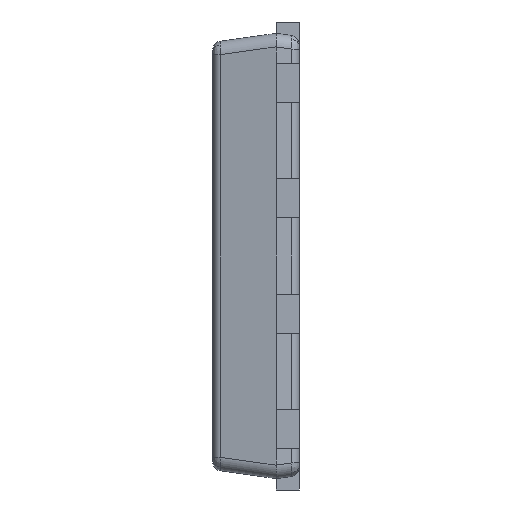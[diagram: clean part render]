
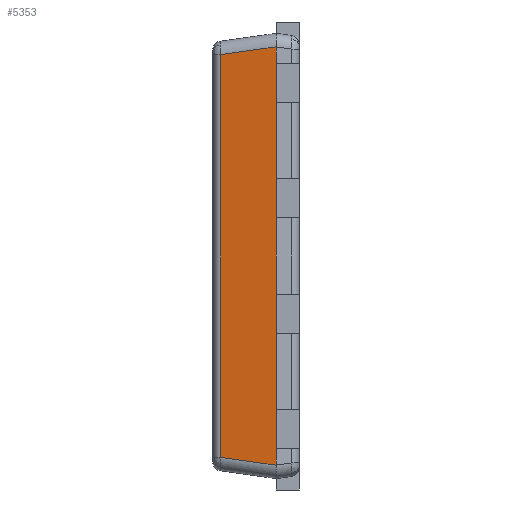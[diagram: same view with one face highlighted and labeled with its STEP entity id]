
A CAD part, left-side view. The second image highlights one B-rep face of the part: STEP entity #5353.
In plain terms, the highlighted planar face has unit normal (-0.99, 0.139, 0).
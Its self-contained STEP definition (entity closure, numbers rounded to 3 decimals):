
#8 = CARTESIAN_POINT ( 'NONE',  ( -2.225, 0., -0.42 ) ) ;
#94 = VECTOR ( 'NONE', #2165, 1000. ) ;
#180 = LINE ( 'NONE', #3577, #2353 ) ;
#236 = DIRECTION ( 'NONE',  ( 0., 0., -1. ) ) ;
#252 = VECTOR ( 'NONE', #1231, 1000. ) ;
#317 = CARTESIAN_POINT ( 'NONE',  ( -2.139, 0.61, -2.352 ) ) ;
#329 = DIRECTION ( 'NONE',  ( 0., 0., 1. ) ) ;
#499 = VECTOR ( 'NONE', #5131, 1000. ) ;
#520 = VERTEX_POINT ( 'NONE', #2752 ) ;
#541 = VECTOR ( 'NONE', #4754, 1000. ) ;
#550 = VECTOR ( 'NONE', #329, 1000. ) ;
#569 = CARTESIAN_POINT ( 'NONE',  ( -2.225, 0., 2.12 ) ) ;
#610 = LINE ( 'NONE', #2074, #2778 ) ;
#699 = EDGE_CURVE ( 'NONE', #2707, #3249, #3895, .T. ) ;
#1088 = VECTOR ( 'NONE', #236, 1000. ) ;
#1134 = DIRECTION ( 'NONE',  ( 0., 0., -1. ) ) ;
#1137 = EDGE_CURVE ( 'NONE', #4507, #2044, #1372, .T. ) ;
#1231 = DIRECTION ( 'NONE',  ( 0., 0., 1. ) ) ;
#1285 = ORIENTED_EDGE ( 'NONE', *, *, #699, .T. ) ;
#1336 = EDGE_CURVE ( 'NONE', #4744, #2365, #2543, .T. ) ;
#1372 = LINE ( 'NONE', #317, #94 ) ;
#1376 = CARTESIAN_POINT ( 'NONE',  ( -2.225, 0., -2.45 ) ) ;
#1384 = EDGE_CURVE ( 'NONE', #2314, #5099, #180, .T. ) ;
#1573 = CARTESIAN_POINT ( 'NONE',  ( -2.139, 0.61, 2.216 ) ) ;
#1580 = ORIENTED_EDGE ( 'NONE', *, *, #4224, .F. ) ;
#1714 = LINE ( 'NONE', #2824, #1088 ) ;
#1771 = CARTESIAN_POINT ( 'NONE',  ( -2.225, 0., 0.42 ) ) ;
#1791 = AXIS2_PLACEMENT_3D ( 'NONE', #5068, #2455, #5502 ) ;
#1916 = LINE ( 'NONE', #3358, #4098 ) ;
#1934 = ORIENTED_EDGE ( 'NONE', *, *, #2410, .T. ) ;
#1974 = VERTEX_POINT ( 'NONE', #2491 ) ;
#2028 = CARTESIAN_POINT ( 'NONE',  ( -2.225, 0., 0.85 ) ) ;
#2039 = DIRECTION ( 'NONE',  ( 0., 0., 1. ) ) ;
#2044 = VERTEX_POINT ( 'NONE', #4552 ) ;
#2074 = CARTESIAN_POINT ( 'NONE',  ( -2.228, -0.02, -2.304 ) ) ;
#2156 = ORIENTED_EDGE ( 'NONE', *, *, #3646, .T. ) ;
#2161 = LINE ( 'NONE', #4195, #3334 ) ;
#2165 = DIRECTION ( 'NONE',  ( 0., 0., -1. ) ) ;
#2212 = EDGE_CURVE ( 'NONE', #5029, #520, #3977, .T. ) ;
#2289 = ORIENTED_EDGE ( 'NONE', *, *, #4114, .F. ) ;
#2314 = VERTEX_POINT ( 'NONE', #3159 ) ;
#2353 = VECTOR ( 'NONE', #3400, 1000. ) ;
#2365 = VERTEX_POINT ( 'NONE', #4501 ) ;
#2410 = EDGE_CURVE ( 'NONE', #1974, #4507, #2538, .T. ) ;
#2455 = DIRECTION ( 'NONE',  ( -0.99, 0.139, 0. ) ) ;
#2470 = CARTESIAN_POINT ( 'NONE',  ( -2.225, 0., -2.45 ) ) ;
#2491 = CARTESIAN_POINT ( 'NONE',  ( -2.225, 0., 2.301 ) ) ;
#2497 = DIRECTION ( 'NONE',  ( -0.138, -0.981, -0.138 ) ) ;
#2531 = ORIENTED_EDGE ( 'NONE', *, *, #4273, .T. ) ;
#2538 = LINE ( 'NONE', #4968, #4726 ) ;
#2543 = LINE ( 'NONE', #1376, #252 ) ;
#2707 = VERTEX_POINT ( 'NONE', #8 ) ;
#2752 = CARTESIAN_POINT ( 'NONE',  ( -2.225, 0., 1.69 ) ) ;
#2778 = VECTOR ( 'NONE', #2497, 1000. ) ;
#2824 = CARTESIAN_POINT ( 'NONE',  ( -2.225, 0., -2.45 ) ) ;
#2851 = ORIENTED_EDGE ( 'NONE', *, *, #4032, .F. ) ;
#2874 = PLANE ( 'NONE',  #1791 ) ;
#2914 = VECTOR ( 'NONE', #2039, 1000. ) ;
#2974 = CARTESIAN_POINT ( 'NONE',  ( -2.225, 0., -2.45 ) ) ;
#3035 = ORIENTED_EDGE ( 'NONE', *, *, #1384, .T. ) ;
#3060 = ORIENTED_EDGE ( 'NONE', *, *, #1137, .T. ) ;
#3086 = VERTEX_POINT ( 'NONE', #2028 ) ;
#3159 = CARTESIAN_POINT ( 'NONE',  ( -2.225, 0., -1.69 ) ) ;
#3249 = VERTEX_POINT ( 'NONE', #1771 ) ;
#3334 = VECTOR ( 'NONE', #1134, 1000. ) ;
#3358 = CARTESIAN_POINT ( 'NONE',  ( -2.225, 0., -2.45 ) ) ;
#3400 = DIRECTION ( 'NONE',  ( 0., 0., 1. ) ) ;
#3576 = EDGE_LOOP ( 'NONE', ( #5387, #2851, #3035, #1580, #1285, #2289, #5508, #4629, #2156, #1934, #3060, #2531 ) ) ;
#3577 = CARTESIAN_POINT ( 'NONE',  ( -2.225, 0., -2.45 ) ) ;
#3582 = FACE_OUTER_BOUND ( 'NONE', #3576, .T. ) ;
#3646 = EDGE_CURVE ( 'NONE', #5029, #1974, #5301, .T. ) ;
#3782 = DIRECTION ( 'NONE',  ( 0., 0., -1. ) ) ;
#3895 = LINE ( 'NONE', #4055, #550 ) ;
#3977 = LINE ( 'NONE', #2974, #499 ) ;
#4032 = EDGE_CURVE ( 'NONE', #2314, #2365, #1714, .T. ) ;
#4055 = CARTESIAN_POINT ( 'NONE',  ( -2.225, 0., -2.45 ) ) ;
#4098 = VECTOR ( 'NONE', #3782, 1000. ) ;
#4114 = EDGE_CURVE ( 'NONE', #3086, #3249, #2161, .T. ) ;
#4195 = CARTESIAN_POINT ( 'NONE',  ( -2.225, 0., -2.45 ) ) ;
#4224 = EDGE_CURVE ( 'NONE', #2707, #5099, #1916, .T. ) ;
#4273 = EDGE_CURVE ( 'NONE', #2044, #4744, #610, .T. ) ;
#4315 = CARTESIAN_POINT ( 'NONE',  ( -2.225, 0., -2.45 ) ) ;
#4501 = CARTESIAN_POINT ( 'NONE',  ( -2.225, 0., -2.12 ) ) ;
#4507 = VERTEX_POINT ( 'NONE', #1573 ) ;
#4515 = CARTESIAN_POINT ( 'NONE',  ( -2.225, 0., -0.85 ) ) ;
#4552 = CARTESIAN_POINT ( 'NONE',  ( -2.139, 0.61, -2.216 ) ) ;
#4629 = ORIENTED_EDGE ( 'NONE', *, *, #2212, .F. ) ;
#4726 = VECTOR ( 'NONE', #5398, 1000. ) ;
#4744 = VERTEX_POINT ( 'NONE', #4768 ) ;
#4754 = DIRECTION ( 'NONE',  ( 0., 0., 1. ) ) ;
#4768 = CARTESIAN_POINT ( 'NONE',  ( -2.225, 0., -2.301 ) ) ;
#4968 = CARTESIAN_POINT ( 'NONE',  ( -2.135, 0.642, 2.211 ) ) ;
#5029 = VERTEX_POINT ( 'NONE', #569 ) ;
#5068 = CARTESIAN_POINT ( 'NONE',  ( -2.225, 0., -2.45 ) ) ;
#5099 = VERTEX_POINT ( 'NONE', #4515 ) ;
#5131 = DIRECTION ( 'NONE',  ( 0., 0., -1. ) ) ;
#5217 = LINE ( 'NONE', #2470, #2914 ) ;
#5301 = LINE ( 'NONE', #4315, #541 ) ;
#5353 = ADVANCED_FACE ( 'NONE', ( #3582 ), #2874, .T. ) ;
#5387 = ORIENTED_EDGE ( 'NONE', *, *, #1336, .T. ) ;
#5398 = DIRECTION ( 'NONE',  ( 0.138, 0.981, -0.138 ) ) ;
#5436 = EDGE_CURVE ( 'NONE', #3086, #520, #5217, .T. ) ;
#5502 = DIRECTION ( 'NONE',  ( 0.139, 0.99, 0. ) ) ;
#5508 = ORIENTED_EDGE ( 'NONE', *, *, #5436, .T. ) ;
